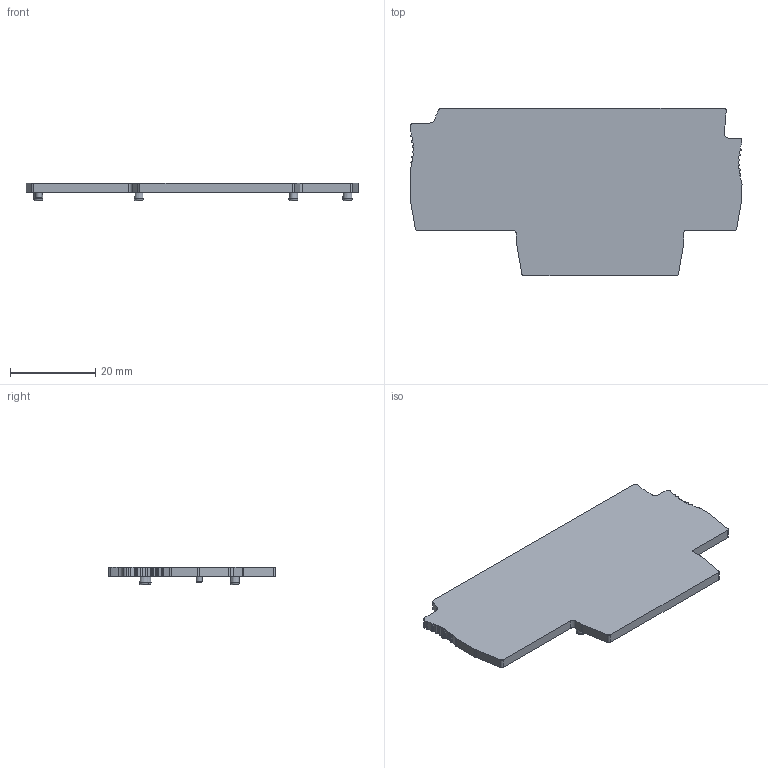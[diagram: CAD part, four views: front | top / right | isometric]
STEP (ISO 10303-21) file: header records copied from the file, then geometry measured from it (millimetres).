
FILE_DESCRIPTION(('STEP AP203'), '1');
FILE_NAME('MTP-PD2.5_3D', '2024-06-13T12:55:08', ('砐錪賧瘔蠈錪 Windows'), (''), 'C3D Converter', 'C3D Toolkit', '');
FILE_SCHEMA(('CONFIG_CONTROL_DESIGN'));
Length unit declared in the file: millimetre
Bounding box: 78 x 39.3 x 4.2 mm (x, y, z)
Volume: 2537.7 mm3; surface area: 6513.1 mm2
Topology: 1 solids, 1 shells, 226 faces, 634 edges, 427 vertices
Faces by surface type: cylinder 117, plane 96, cone 5, torus 4, bspline 4
Full cylindrical faces by diameter (mm): 1 x4, 1.4 x1, 2.154 x4
Entity records: 9208 total; most frequent: CARTESIAN_POINT 1390, DIRECTION 1315, ORIENTED_EDGE 1216, EDGE_CURVE 608, AXIS2_PLACEMENT_3D 488, VERTEX_POINT 423, LINE 339, VECTOR 339
